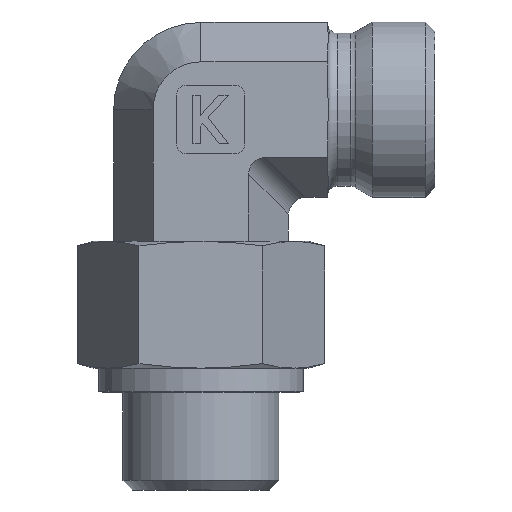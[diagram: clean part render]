
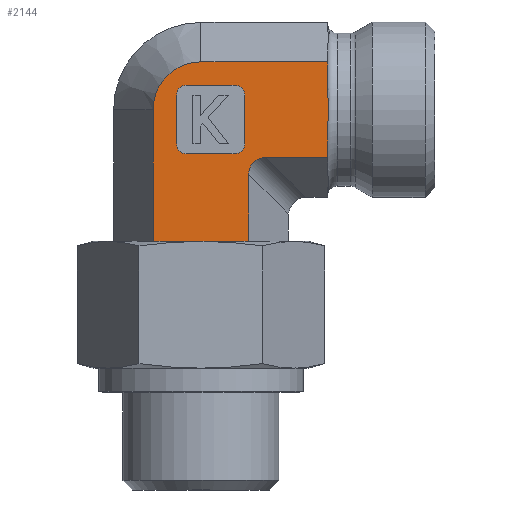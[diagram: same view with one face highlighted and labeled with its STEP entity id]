
A CAD part, left-side view. The second image highlights one B-rep face of the part: STEP entity #2144.
In plain terms, the highlighted planar face has unit normal (-1, 0, 0).
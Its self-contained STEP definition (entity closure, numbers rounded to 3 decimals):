
#408=CARTESIAN_POINT('',(-8.5,-4.907,3.5));
#409=VERTEX_POINT('',#408);
#416=CARTESIAN_POINT('',(-8.5,4.907,3.5));
#417=VERTEX_POINT('',#416);
#418=CARTESIAN_POINT('',(-8.5,4.907,3.5));
#419=DIRECTION('',(0.0,-1.0,0.0));
#420=VECTOR('',#419,9.815);
#421=LINE('',#418,#420);
#422=EDGE_CURVE('',#417,#409,#421,.T.);
#791=CARTESIAN_POINT('',(-8.5,-13.,19.464));
#792=VERTEX_POINT('',#791);
#800=CARTESIAN_POINT('',(-8.5,-13.,14.536));
#801=VERTEX_POINT('',#800);
#802=CARTESIAN_POINT('',(-8.5,-13.,14.536));
#803=CARTESIAN_POINT('',(-8.5,-13.,14.769));
#804=CARTESIAN_POINT('',(-8.5,-13.008,15.048));
#805=CARTESIAN_POINT('',(-8.5,-13.035,15.818));
#806=CARTESIAN_POINT('',(-8.5,-13.063,16.462));
#807=CARTESIAN_POINT('',(-8.5,-13.063,17.538));
#808=CARTESIAN_POINT('',(-8.5,-13.035,18.182));
#809=CARTESIAN_POINT('',(-8.5,-13.008,18.952));
#810=CARTESIAN_POINT('',(-8.5,-13.,19.231));
#811=CARTESIAN_POINT('',(-8.5,-13.,19.464));
#812=B_SPLINE_CURVE_WITH_KNOTS('',3,(#802,#803,#804,#805,#806,#807,#808,#809,#810,#811),.UNSPECIFIED.,.F.,.U.,(4,2,2,2,4),(0.782,0.852,1.013,1.174,1.244),.UNSPECIFIED.);
#813=EDGE_CURVE('',#801,#792,#812,.T.);
#1026=CARTESIAN_POINT('',(-8.5,-13.,12.093));
#1027=VERTEX_POINT('',#1026);
#1034=CARTESIAN_POINT('',(-8.5,-6.64,12.093));
#1035=VERTEX_POINT('',#1034);
#1036=CARTESIAN_POINT('',(-8.5,-6.64,12.093));
#1037=DIRECTION('',(0.0,-1.0,0.0));
#1038=VECTOR('',#1037,6.36);
#1039=LINE('',#1036,#1038);
#1040=EDGE_CURVE('',#1035,#1027,#1039,.T.);
#1078=CARTESIAN_POINT('',(-8.5,-13.,12.093));
#1079=DIRECTION('',(0.0,0.0,1.0));
#1080=VECTOR('',#1079,2.443);
#1081=LINE('',#1078,#1080);
#1082=EDGE_CURVE('',#1027,#801,#1081,.T.);
#1105=CARTESIAN_POINT('',(-8.5,-13.,21.907));
#1106=VERTEX_POINT('',#1105);
#1113=CARTESIAN_POINT('',(-8.5,-13.,19.464));
#1114=DIRECTION('',(0.0,0.0,1.0));
#1115=VECTOR('',#1114,2.443);
#1116=LINE('',#1113,#1115);
#1117=EDGE_CURVE('',#792,#1106,#1116,.T.);
#1200=CARTESIAN_POINT('',(-8.5,4.907,17.0));
#1201=VERTEX_POINT('',#1200);
#1202=CARTESIAN_POINT('',(-8.5,4.907,3.5));
#1203=DIRECTION('',(0.0,0.0,1.0));
#1204=VECTOR('',#1203,13.5);
#1205=LINE('',#1202,#1204);
#1206=EDGE_CURVE('',#417,#1201,#1205,.T.);
#1626=CARTESIAN_POINT('',(-8.5,-4.5,18.5));
#1627=VERTEX_POINT('',#1626);
#1634=CARTESIAN_POINT('',(-8.5,-3.5,19.5));
#1635=VERTEX_POINT('',#1634);
#1636=CARTESIAN_POINT('',(-8.5,-3.5,18.5));
#1637=DIRECTION('',(-1.0,0.0,0.0));
#1638=DIRECTION('',(0.0,-0.707,0.707));
#1639=AXIS2_PLACEMENT_3D('',#1636,#1637,#1638);
#1640=CIRCLE('',#1639,1.0);
#1641=EDGE_CURVE('',#1627,#1635,#1640,.T.);
#1658=CARTESIAN_POINT('',(-8.5,1.5,19.5));
#1659=VERTEX_POINT('',#1658);
#1660=CARTESIAN_POINT('',(-8.5,1.5,19.5));
#1661=DIRECTION('',(0.0,-1.0,0.0));
#1662=VECTOR('',#1661,5.0);
#1663=LINE('',#1660,#1662);
#1664=EDGE_CURVE('',#1659,#1635,#1663,.T.);
#1699=CARTESIAN_POINT('',(-8.5,-3.5,12.5));
#1700=VERTEX_POINT('',#1699);
#1707=CARTESIAN_POINT('',(-8.5,-4.5,13.5));
#1708=VERTEX_POINT('',#1707);
#1709=CARTESIAN_POINT('',(-8.5,-3.5,13.5));
#1710=DIRECTION('',(-1.0,0.0,0.0));
#1711=DIRECTION('',(0.0,-0.707,-0.707));
#1712=AXIS2_PLACEMENT_3D('',#1709,#1710,#1711);
#1713=CIRCLE('',#1712,1.0);
#1714=EDGE_CURVE('',#1700,#1708,#1713,.T.);
#1738=CARTESIAN_POINT('',(-8.5,-4.5,18.5));
#1739=DIRECTION('',(0.0,0.0,-1.0));
#1740=VECTOR('',#1739,5.);
#1741=LINE('',#1738,#1740);
#1742=EDGE_CURVE('',#1627,#1708,#1741,.T.);
#1763=CARTESIAN_POINT('',(-8.5,2.5,13.5));
#1764=VERTEX_POINT('',#1763);
#1771=CARTESIAN_POINT('',(-8.5,1.5,12.5));
#1772=VERTEX_POINT('',#1771);
#1773=CARTESIAN_POINT('',(-8.5,1.5,13.5));
#1774=DIRECTION('',(-1.0,0.0,0.0));
#1775=DIRECTION('',(0.0,0.707,-0.707));
#1776=AXIS2_PLACEMENT_3D('',#1773,#1774,#1775);
#1777=CIRCLE('',#1776,1.0);
#1778=EDGE_CURVE('',#1764,#1772,#1777,.T.);
#1802=CARTESIAN_POINT('',(-8.5,-3.5,12.5));
#1803=DIRECTION('',(0.0,1.0,0.0));
#1804=VECTOR('',#1803,5.0);
#1805=LINE('',#1802,#1804);
#1806=EDGE_CURVE('',#1700,#1772,#1805,.T.);
#1826=CARTESIAN_POINT('',(-8.5,2.5,18.5));
#1827=VERTEX_POINT('',#1826);
#1828=CARTESIAN_POINT('',(-8.5,1.5,18.5));
#1829=DIRECTION('',(-1.0,0.0,0.0));
#1830=DIRECTION('',(0.0,0.707,0.707));
#1831=AXIS2_PLACEMENT_3D('',#1828,#1829,#1830);
#1832=CIRCLE('',#1831,1.0);
#1833=EDGE_CURVE('',#1659,#1827,#1832,.T.);
#1857=CARTESIAN_POINT('',(-8.5,2.5,13.5));
#1858=DIRECTION('',(0.0,0.0,1.0));
#1859=VECTOR('',#1858,5.0);
#1860=LINE('',#1857,#1859);
#1861=EDGE_CURVE('',#1764,#1827,#1860,.T.);
#1950=CARTESIAN_POINT('',(-8.5,-4.907,10.36));
#1951=VERTEX_POINT('',#1950);
#1952=CARTESIAN_POINT('',(-8.5,-7.217,9.783));
#1953=DIRECTION('',(-1.0,0.0,0.0));
#1954=DIRECTION('',(0.0,0.707,0.707));
#1955=AXIS2_PLACEMENT_3D('',#1952,#1953,#1954);
#1956=ELLIPSE('',#1955,2.582,2.0);
#1957=EDGE_CURVE('',#1035,#1951,#1956,.T.);
#1978=CARTESIAN_POINT('',(-8.5,-4.907,3.5));
#1979=DIRECTION('',(0.0,0.0,1.0));
#1980=VECTOR('',#1979,6.86);
#1981=LINE('',#1978,#1980);
#1982=EDGE_CURVE('',#409,#1951,#1981,.T.);
#2043=CARTESIAN_POINT('',(-8.5,0.,21.907));
#2044=VERTEX_POINT('',#2043);
#2045=CARTESIAN_POINT('',(-8.5,0.,17.0));
#2046=DIRECTION('',(-1.0,0.0,0.0));
#2047=DIRECTION('',(0.0,0.0,1.0));
#2048=AXIS2_PLACEMENT_3D('',#2045,#2046,#2047);
#2049=CIRCLE('',#2048,4.907);
#2050=EDGE_CURVE('',#2044,#1201,#2049,.T.);
#2075=CARTESIAN_POINT('',(-8.5,0.,21.907));
#2076=DIRECTION('',(0.0,-1.0,0.0));
#2077=VECTOR('',#2076,13.);
#2078=LINE('',#2075,#2077);
#2079=EDGE_CURVE('',#2044,#1106,#2078,.T.);
#2117=CARTESIAN_POINT('',(-8.5,-4.907,0.0));
#2118=DIRECTION('',(-1.0,0.0,0.0));
#2119=DIRECTION('',(0.0,0.0,1.0));
#2120=AXIS2_PLACEMENT_3D('',#2117,#2118,#2119);
#2121=PLANE('',#2120);
#2122=ORIENTED_EDGE('',*,*,#422,.T.);
#2123=ORIENTED_EDGE('',*,*,#1982,.T.);
#2124=ORIENTED_EDGE('',*,*,#1957,.F.);
#2125=ORIENTED_EDGE('',*,*,#1040,.T.);
#2126=ORIENTED_EDGE('',*,*,#1082,.T.);
#2127=ORIENTED_EDGE('',*,*,#813,.T.);
#2128=ORIENTED_EDGE('',*,*,#1117,.T.);
#2129=ORIENTED_EDGE('',*,*,#2079,.F.);
#2130=ORIENTED_EDGE('',*,*,#2050,.T.);
#2131=ORIENTED_EDGE('',*,*,#1206,.F.);
#2132=EDGE_LOOP('',(#2122,#2123,#2124,#2125,#2126,#2127,#2128,#2129,#2130,#2131));
#2133=FACE_OUTER_BOUND('',#2132,.T.);
#2134=ORIENTED_EDGE('',*,*,#1806,.T.);
#2135=ORIENTED_EDGE('',*,*,#1778,.F.);
#2136=ORIENTED_EDGE('',*,*,#1861,.T.);
#2137=ORIENTED_EDGE('',*,*,#1833,.F.);
#2138=ORIENTED_EDGE('',*,*,#1664,.T.);
#2139=ORIENTED_EDGE('',*,*,#1641,.F.);
#2140=ORIENTED_EDGE('',*,*,#1742,.T.);
#2141=ORIENTED_EDGE('',*,*,#1714,.F.);
#2142=EDGE_LOOP('',(#2134,#2135,#2136,#2137,#2138,#2139,#2140,#2141));
#2143=FACE_BOUND('',#2142,.T.);
#2144=ADVANCED_FACE('',(#2133,#2143),#2121,.T.);
